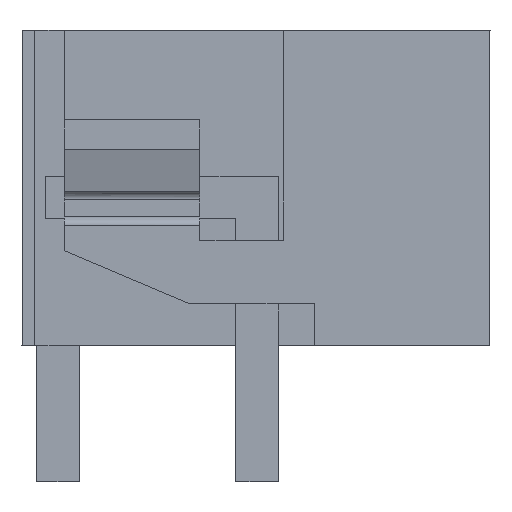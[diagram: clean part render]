
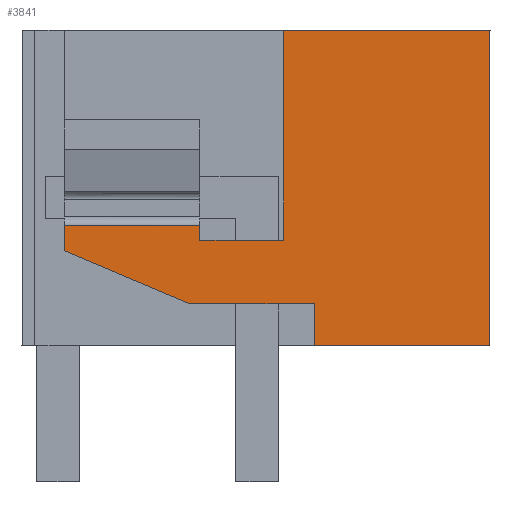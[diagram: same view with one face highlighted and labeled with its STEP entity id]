
A CAD part, left-side view. The second image highlights one B-rep face of the part: STEP entity #3841.
In plain terms, the highlighted planar face has unit normal (-1, 0, 0).
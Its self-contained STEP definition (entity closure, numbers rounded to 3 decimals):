
#3772=AXIS2_PLACEMENT_3D('Plane Axis2P3D',#3769,#3770,#3771) ;
#88=CARTESIAN_POINT('Vertex',(0.,0.,3.2)) ;
#93=CARTESIAN_POINT('Line Origine',(0.,2.075,3.2)) ;
#97=CARTESIAN_POINT('Vertex',(0.,4.15,3.2)) ;
#1362=CARTESIAN_POINT('Vertex',(0.,4.875,10.65)) ;
#1365=CARTESIAN_POINT('Line Origine',(0.,2.437,10.65)) ;
#1369=CARTESIAN_POINT('Vertex',(0.,0.,10.65)) ;
#3671=CARTESIAN_POINT('Line Origine',(0.,0.,6.925)) ;
#3769=CARTESIAN_POINT('Axis2P3D Location',(0.,11.05,0.)) ;
#3774=CARTESIAN_POINT('Line Origine',(0.,4.875,8.175)) ;
#3778=CARTESIAN_POINT('Vertex',(0.,4.875,5.7)) ;
#3781=CARTESIAN_POINT('Line Origine',(0.,5.863,5.7)) ;
#3785=CARTESIAN_POINT('Vertex',(0.,6.85,5.7)) ;
#3788=CARTESIAN_POINT('Line Origine',(0.,6.85,5.875)) ;
#3792=CARTESIAN_POINT('Vertex',(0.,6.85,6.05)) ;
#3795=CARTESIAN_POINT('Line Origine',(0.,8.45,6.05)) ;
#3799=CARTESIAN_POINT('Vertex',(0.,10.05,6.05)) ;
#3802=CARTESIAN_POINT('Line Origine',(0.,10.05,5.75)) ;
#3806=CARTESIAN_POINT('Vertex',(0.,10.05,5.45)) ;
#3809=CARTESIAN_POINT('Line Origine',(0.,8.571,4.823)) ;
#3813=CARTESIAN_POINT('Vertex',(0.,7.092,4.197)) ;
#3816=CARTESIAN_POINT('Line Origine',(0.,5.621,4.197)) ;
#3820=CARTESIAN_POINT('Vertex',(0.,4.15,4.197)) ;
#3823=CARTESIAN_POINT('Line Origine',(0.,4.15,3.698)) ;
#94=DIRECTION('Vector Direction',(0.,1.,0.)) ;
#1366=DIRECTION('Vector Direction',(0.,-1.,0.)) ;
#3672=DIRECTION('Vector Direction',(0.,0.,-1.)) ;
#3770=DIRECTION('Axis2P3D Direction',(-1.,0.,0.)) ;
#3771=DIRECTION('Axis2P3D XDirection',(0.,-1.,0.)) ;
#3775=DIRECTION('Vector Direction',(0.,0.,1.)) ;
#3782=DIRECTION('Vector Direction',(0.,1.,0.)) ;
#3789=DIRECTION('Vector Direction',(0.,0.,1.)) ;
#3796=DIRECTION('Vector Direction',(0.,-1.,0.)) ;
#3803=DIRECTION('Vector Direction',(0.,0.,-1.)) ;
#3810=DIRECTION('Vector Direction',(0.,0.921,0.39)) ;
#3817=DIRECTION('Vector Direction',(0.,-1.,0.)) ;
#3824=DIRECTION('Vector Direction',(0.,0.,-1.)) ;
#95=VECTOR('Line Direction',#94,1.) ;
#1367=VECTOR('Line Direction',#1366,1.) ;
#3673=VECTOR('Line Direction',#3672,1.) ;
#3776=VECTOR('Line Direction',#3775,1.) ;
#3783=VECTOR('Line Direction',#3782,1.) ;
#3790=VECTOR('Line Direction',#3789,1.) ;
#3797=VECTOR('Line Direction',#3796,1.) ;
#3804=VECTOR('Line Direction',#3803,1.) ;
#3811=VECTOR('Line Direction',#3810,1.) ;
#3818=VECTOR('Line Direction',#3817,1.) ;
#3825=VECTOR('Line Direction',#3824,1.) ;
#3829=ORIENTED_EDGE('',*,*,#99,.T.) ;
#3830=ORIENTED_EDGE('',*,*,#3675,.T.) ;
#3831=ORIENTED_EDGE('',*,*,#1371,.T.) ;
#3832=ORIENTED_EDGE('',*,*,#3780,.T.) ;
#3833=ORIENTED_EDGE('',*,*,#3787,.T.) ;
#3834=ORIENTED_EDGE('',*,*,#3794,.T.) ;
#3835=ORIENTED_EDGE('',*,*,#3801,.F.) ;
#3836=ORIENTED_EDGE('',*,*,#3808,.T.) ;
#3837=ORIENTED_EDGE('',*,*,#3815,.T.) ;
#3838=ORIENTED_EDGE('',*,*,#3822,.T.) ;
#3839=ORIENTED_EDGE('',*,*,#3827,.T.) ;
#3841=ADVANCED_FACE('HOUSING',(#3840),#3773,.T.) ;
#99=EDGE_CURVE('',#98,#89,#96,.F.) ;
#1371=EDGE_CURVE('',#1370,#1363,#1368,.F.) ;
#3675=EDGE_CURVE('',#89,#1370,#3674,.F.) ;
#3780=EDGE_CURVE('',#1363,#3779,#3777,.F.) ;
#3787=EDGE_CURVE('',#3779,#3786,#3784,.T.) ;
#3794=EDGE_CURVE('',#3786,#3793,#3791,.T.) ;
#3801=EDGE_CURVE('',#3800,#3793,#3798,.T.) ;
#3808=EDGE_CURVE('',#3800,#3807,#3805,.T.) ;
#3815=EDGE_CURVE('',#3807,#3814,#3812,.F.) ;
#3822=EDGE_CURVE('',#3814,#3821,#3819,.T.) ;
#3827=EDGE_CURVE('',#3821,#98,#3826,.T.) ;
#3828=EDGE_LOOP('',(#3829,#3830,#3831,#3832,#3833,#3834,#3835,#3836,#3837,#3838,#3839)) ;
#3840=FACE_OUTER_BOUND('',#3828,.T.) ;
#96=LINE('Line',#93,#95) ;
#1368=LINE('Line',#1365,#1367) ;
#3674=LINE('Line',#3671,#3673) ;
#3777=LINE('Line',#3774,#3776) ;
#3784=LINE('Line',#3781,#3783) ;
#3791=LINE('Line',#3788,#3790) ;
#3798=LINE('Line',#3795,#3797) ;
#3805=LINE('Line',#3802,#3804) ;
#3812=LINE('Line',#3809,#3811) ;
#3819=LINE('Line',#3816,#3818) ;
#3826=LINE('Line',#3823,#3825) ;
#3773=PLANE('',#3772) ;
#89=VERTEX_POINT('',#88) ;
#98=VERTEX_POINT('',#97) ;
#1363=VERTEX_POINT('',#1362) ;
#1370=VERTEX_POINT('',#1369) ;
#3779=VERTEX_POINT('',#3778) ;
#3786=VERTEX_POINT('',#3785) ;
#3793=VERTEX_POINT('',#3792) ;
#3800=VERTEX_POINT('',#3799) ;
#3807=VERTEX_POINT('',#3806) ;
#3814=VERTEX_POINT('',#3813) ;
#3821=VERTEX_POINT('',#3820) ;
